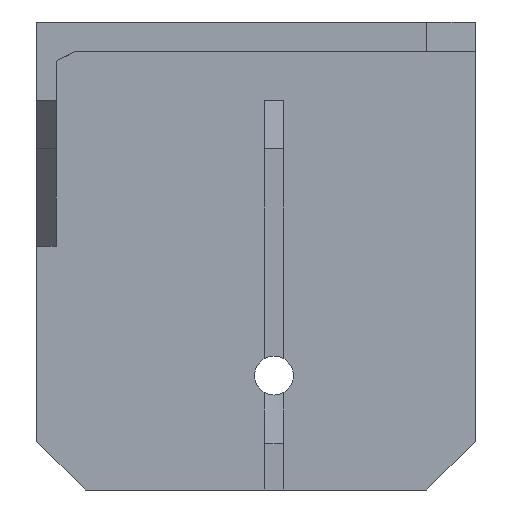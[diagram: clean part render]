
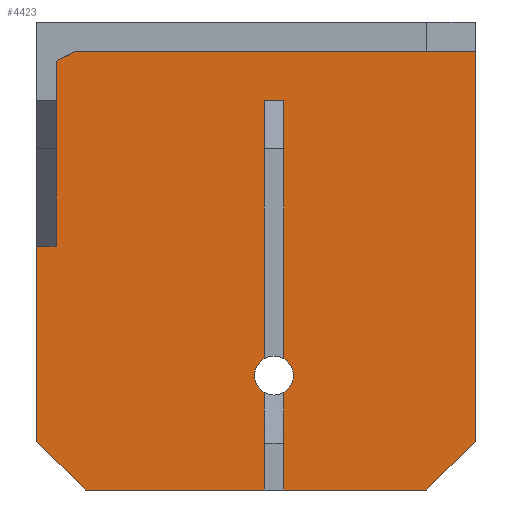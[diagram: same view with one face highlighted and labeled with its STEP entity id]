
A CAD part, left-side view. The second image highlights one B-rep face of the part: STEP entity #4423.
In plain terms, the highlighted planar face has unit normal (-1, 0, 0).
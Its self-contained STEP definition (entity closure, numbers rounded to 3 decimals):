
#316=CIRCLE('',#4690,2.);
#317=CIRCLE('',#4691,2.);
#318=CIRCLE('',#4692,2.);
#331=FACE_OUTER_BOUND('',#575,.T.);
#575=EDGE_LOOP('',(#2974,#2975,#2976,#2977,#2978,#2979,#2980,#2981,#2982,
#2983,#2984,#2985,#2986,#2987,#2988,#2989,#2990,#2991,#2992));
#832=LINE('',#5672,#1313);
#839=LINE('',#5688,#1320);
#843=LINE('',#5696,#1324);
#845=LINE('',#5700,#1326);
#859=LINE('',#5729,#1340);
#860=LINE('',#5731,#1341);
#866=LINE('',#5757,#1347);
#867=LINE('',#5759,#1348);
#868=LINE('',#5760,#1349);
#869=LINE('',#5762,#1350);
#870=LINE('',#5763,#1351);
#871=LINE('',#5765,#1352);
#872=LINE('',#5769,#1353);
#873=LINE('',#5771,#1354);
#874=LINE('',#5773,#1355);
#875=LINE('',#5778,#1356);
#1313=VECTOR('',#4847,10.);
#1320=VECTOR('',#4860,10.);
#1324=VECTOR('',#4864,10.);
#1326=VECTOR('',#4868,10.);
#1340=VECTOR('',#4888,10.);
#1341=VECTOR('',#4889,10.);
#1347=VECTOR('',#4917,10.);
#1348=VECTOR('',#4918,10.);
#1349=VECTOR('',#4919,10.);
#1350=VECTOR('',#4920,10.);
#1351=VECTOR('',#4921,10.);
#1352=VECTOR('',#4922,10.);
#1353=VECTOR('',#4925,10.);
#1354=VECTOR('',#4926,10.);
#1355=VECTOR('',#4927,10.);
#1356=VECTOR('',#4932,10.);
#1794=VERTEX_POINT('',#5669);
#1795=VERTEX_POINT('',#5671);
#1801=VERTEX_POINT('',#5687);
#1804=VERTEX_POINT('',#5693);
#1805=VERTEX_POINT('',#5695);
#1806=VERTEX_POINT('',#5699);
#1817=VERTEX_POINT('',#5726);
#1818=VERTEX_POINT('',#5728);
#1819=VERTEX_POINT('',#5730);
#1828=VERTEX_POINT('',#5756);
#1829=VERTEX_POINT('',#5758);
#1830=VERTEX_POINT('',#5761);
#1831=VERTEX_POINT('',#5764);
#1832=VERTEX_POINT('',#5766);
#1833=VERTEX_POINT('',#5768);
#1834=VERTEX_POINT('',#5770);
#1835=VERTEX_POINT('',#5772);
#1836=VERTEX_POINT('',#5774);
#1837=VERTEX_POINT('',#5776);
#2243=EDGE_CURVE('',#1794,#1795,#832,.T.);
#2251=EDGE_CURVE('',#1801,#1795,#839,.T.);
#2255=EDGE_CURVE('',#1805,#1804,#843,.T.);
#2257=EDGE_CURVE('',#1805,#1806,#845,.T.);
#2271=EDGE_CURVE('',#1818,#1817,#859,.T.);
#2272=EDGE_CURVE('',#1819,#1818,#860,.T.);
#2286=EDGE_CURVE('',#1794,#1828,#866,.T.);
#2287=EDGE_CURVE('',#1829,#1828,#867,.T.);
#2288=EDGE_CURVE('',#1829,#1819,#868,.T.);
#2289=EDGE_CURVE('',#1830,#1817,#869,.T.);
#2290=EDGE_CURVE('',#1830,#1806,#870,.T.);
#2291=EDGE_CURVE('',#1804,#1831,#871,.T.);
#2292=EDGE_CURVE('',#1831,#1832,#316,.T.);
#2293=EDGE_CURVE('',#1832,#1833,#872,.T.);
#2294=EDGE_CURVE('',#1833,#1834,#873,.T.);
#2295=EDGE_CURVE('',#1834,#1835,#874,.T.);
#2296=EDGE_CURVE('',#1835,#1836,#317,.T.);
#2297=EDGE_CURVE('',#1836,#1837,#318,.T.);
#2298=EDGE_CURVE('',#1837,#1801,#875,.T.);
#2974=ORIENTED_EDGE('',*,*,#2243,.F.);
#2975=ORIENTED_EDGE('',*,*,#2286,.T.);
#2976=ORIENTED_EDGE('',*,*,#2287,.F.);
#2977=ORIENTED_EDGE('',*,*,#2288,.T.);
#2978=ORIENTED_EDGE('',*,*,#2272,.T.);
#2979=ORIENTED_EDGE('',*,*,#2271,.T.);
#2980=ORIENTED_EDGE('',*,*,#2289,.F.);
#2981=ORIENTED_EDGE('',*,*,#2290,.T.);
#2982=ORIENTED_EDGE('',*,*,#2257,.F.);
#2983=ORIENTED_EDGE('',*,*,#2255,.T.);
#2984=ORIENTED_EDGE('',*,*,#2291,.T.);
#2985=ORIENTED_EDGE('',*,*,#2292,.T.);
#2986=ORIENTED_EDGE('',*,*,#2293,.T.);
#2987=ORIENTED_EDGE('',*,*,#2294,.T.);
#2988=ORIENTED_EDGE('',*,*,#2295,.T.);
#2989=ORIENTED_EDGE('',*,*,#2296,.T.);
#2990=ORIENTED_EDGE('',*,*,#2297,.T.);
#2991=ORIENTED_EDGE('',*,*,#2298,.T.);
#2992=ORIENTED_EDGE('',*,*,#2251,.T.);
#4270=PLANE('',#4689);
#4423=ADVANCED_FACE('',(#331),#4270,.T.);
#4689=AXIS2_PLACEMENT_3D('',#5755,#4915,#4916);
#4690=AXIS2_PLACEMENT_3D('',#5767,#4923,#4924);
#4691=AXIS2_PLACEMENT_3D('',#5775,#4928,#4929);
#4692=AXIS2_PLACEMENT_3D('',#5777,#4930,#4931);
#4847=DIRECTION('',(0.,0.707,-0.707));
#4860=DIRECTION('',(0.,-1.,0.));
#4864=DIRECTION('',(0.,-1.,0.));
#4868=DIRECTION('',(0.,0.707,0.707));
#4888=DIRECTION('',(0.,0.,-1.));
#4889=DIRECTION('',(0.,0.,-1.));
#4915=DIRECTION('center_axis',(-1.,0.,0.));
#4916=DIRECTION('ref_axis',(0.,-1.,0.));
#4917=DIRECTION('',(0.,0.,1.));
#4918=DIRECTION('',(0.,-1.,0.));
#4919=DIRECTION('',(0.,0.894,-0.447));
#4920=DIRECTION('',(0.,-1.,0.));
#4921=DIRECTION('',(0.,0.,-1.));
#4922=DIRECTION('',(0.,0.,1.));
#4923=DIRECTION('center_axis',(1.,0.,0.));
#4924=DIRECTION('ref_axis',(0.,1.,0.));
#4925=DIRECTION('',(0.,0.,1.));
#4926=DIRECTION('',(0.,-1.,0.));
#4927=DIRECTION('',(0.,0.,-1.));
#4928=DIRECTION('center_axis',(1.,0.,0.));
#4929=DIRECTION('ref_axis',(0.,1.,0.));
#4930=DIRECTION('center_axis',(1.,0.,0.));
#4931=DIRECTION('ref_axis',(0.,1.,0.));
#4932=DIRECTION('',(0.,0.,-1.));
#5669=CARTESIAN_POINT('',(140.,0.,-40.));
#5671=CARTESIAN_POINT('',(140.,5.,-45.));
#5672=CARTESIAN_POINT('',(140.,18.75,-58.75));
#5687=CARTESIAN_POINT('',(140.,19.65,-45.));
#5688=CARTESIAN_POINT('',(140.,77.5,-45.));
#5693=CARTESIAN_POINT('',(140.,21.65,-45.));
#5695=CARTESIAN_POINT('',(140.,40.,-45.));
#5696=CARTESIAN_POINT('',(140.,77.5,-45.));
#5699=CARTESIAN_POINT('',(140.,45.,-40.));
#5700=CARTESIAN_POINT('',(140.,70.,-15.));
#5726=CARTESIAN_POINT('',(140.,43.,-20.));
#5728=CARTESIAN_POINT('',(140.,43.,-10.));
#5729=CARTESIAN_POINT('',(140.,43.,0.));
#5730=CARTESIAN_POINT('',(140.,43.,-1.));
#5731=CARTESIAN_POINT('',(140.,43.,0.));
#5755=CARTESIAN_POINT('Origin',(140.,110.,0.));
#5756=CARTESIAN_POINT('',(140.,0.,0.));
#5757=CARTESIAN_POINT('',(140.,0.,-70.));
#5758=CARTESIAN_POINT('',(140.,41.,0.));
#5759=CARTESIAN_POINT('',(140.,27.5,0.));
#5760=CARTESIAN_POINT('',(140.,49.1,-4.05));
#5761=CARTESIAN_POINT('',(140.,45.,-20.));
#5762=CARTESIAN_POINT('',(140.,52.,-20.));
#5763=CARTESIAN_POINT('',(140.,45.,1.5));
#5764=CARTESIAN_POINT('',(140.,21.65,-34.992));
#5765=CARTESIAN_POINT('',(140.,21.65,-22.5));
#5766=CARTESIAN_POINT('',(140.,21.65,-31.528));
#5767=CARTESIAN_POINT('Origin',(140.,20.65,-33.26));
#5768=CARTESIAN_POINT('',(140.,21.65,-5.));
#5769=CARTESIAN_POINT('',(140.,21.65,-15.764));
#5770=CARTESIAN_POINT('',(140.,19.65,-5.));
#5771=CARTESIAN_POINT('',(140.,40.825,-5.));
#5772=CARTESIAN_POINT('',(140.,19.65,-31.528));
#5773=CARTESIAN_POINT('',(140.,19.65,-2.5));
#5774=CARTESIAN_POINT('',(140.,18.65,-33.26));
#5775=CARTESIAN_POINT('Origin',(140.,20.65,-33.26));
#5776=CARTESIAN_POINT('',(140.,19.65,-34.992));
#5777=CARTESIAN_POINT('Origin',(140.,20.65,-33.26));
#5778=CARTESIAN_POINT('',(140.,19.65,-17.496));
